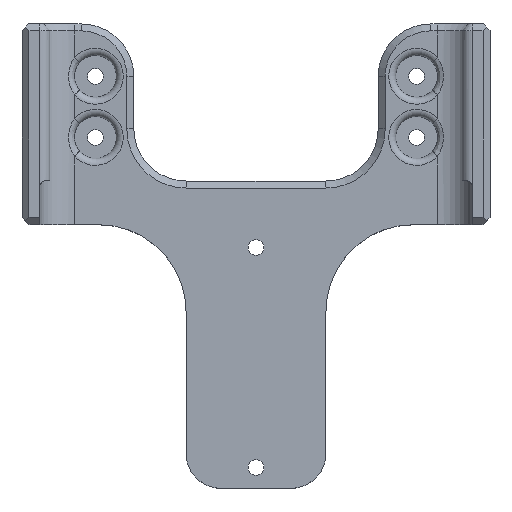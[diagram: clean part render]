
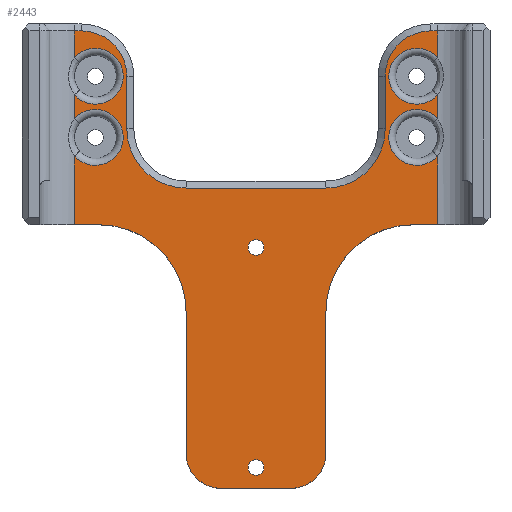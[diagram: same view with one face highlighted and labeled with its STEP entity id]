
A CAD part, top view. The second image highlights one B-rep face of the part: STEP entity #2443.
In plain terms, the highlighted planar face has unit normal (0, 0, 1).
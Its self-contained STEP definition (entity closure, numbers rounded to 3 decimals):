
#15=FACE_BOUND('',#435,.T.);
#16=FACE_BOUND('',#436,.T.);
#116=CIRCLE('',#2595,25.);
#117=CIRCLE('',#2598,10.);
#121=CIRCLE('',#2608,10.);
#122=CIRCLE('',#2611,25.);
#128=CIRCLE('',#2634,8.);
#129=CIRCLE('',#2636,8.);
#130=CIRCLE('',#2637,13.);
#131=CIRCLE('',#2638,17.);
#132=CIRCLE('',#2639,17.);
#133=CIRCLE('',#2640,13.);
#134=CIRCLE('',#2641,8.);
#135=CIRCLE('',#2642,8.);
#136=CIRCLE('',#2643,2.25);
#137=CIRCLE('',#2644,2.25);
#287=FACE_OUTER_BOUND('',#434,.T.);
#434=EDGE_LOOP('',(#1808,#1809,#1810,#1811,#1812,#1813,#1814,#1815,#1816,
#1817,#1818,#1819,#1820,#1821,#1822,#1823,#1824,#1825,#1826,#1827,#1828,
#1829,#1830,#1831,#1832,#1833,#1834,#1835));
#435=EDGE_LOOP('',(#1836));
#436=EDGE_LOOP('',(#1837));
#592=LINE('',#3682,#824);
#597=LINE('',#3695,#829);
#610=LINE('',#3731,#842);
#614=LINE('',#3743,#846);
#654=LINE('',#3878,#886);
#655=LINE('',#3882,#887);
#656=LINE('',#3884,#888);
#657=LINE('',#3888,#889);
#658=LINE('',#3892,#890);
#659=LINE('',#3896,#891);
#660=LINE('',#3900,#892);
#661=LINE('',#3902,#893);
#662=LINE('',#3906,#894);
#663=LINE('',#3909,#895);
#664=LINE('',#3910,#896);
#665=LINE('',#3911,#897);
#824=VECTOR('',#2927,10.);
#829=VECTOR('',#2940,10.);
#842=VECTOR('',#2979,10.);
#846=VECTOR('',#2991,10.);
#886=VECTOR('',#3075,10.);
#887=VECTOR('',#3078,10.);
#888=VECTOR('',#3079,10.);
#889=VECTOR('',#3082,10.);
#890=VECTOR('',#3085,10.);
#891=VECTOR('',#3088,10.);
#892=VECTOR('',#3091,10.);
#893=VECTOR('',#3092,10.);
#894=VECTOR('',#3095,10.);
#895=VECTOR('',#3098,10.);
#896=VECTOR('',#3099,10.);
#897=VECTOR('',#3100,10.);
#1057=VERTEX_POINT('',#3679);
#1058=VERTEX_POINT('',#3681);
#1061=VERTEX_POINT('',#3689);
#1062=VERTEX_POINT('',#3693);
#1064=VERTEX_POINT('',#3699);
#1070=VERTEX_POINT('',#3723);
#1071=VERTEX_POINT('',#3725);
#1072=VERTEX_POINT('',#3729);
#1073=VERTEX_POINT('',#3733);
#1076=VERTEX_POINT('',#3741);
#1102=VERTEX_POINT('',#3824);
#1106=VERTEX_POINT('',#3831);
#1107=VERTEX_POINT('',#3877);
#1108=VERTEX_POINT('',#3879);
#1109=VERTEX_POINT('',#3881);
#1110=VERTEX_POINT('',#3883);
#1111=VERTEX_POINT('',#3885);
#1112=VERTEX_POINT('',#3887);
#1113=VERTEX_POINT('',#3889);
#1114=VERTEX_POINT('',#3891);
#1115=VERTEX_POINT('',#3893);
#1116=VERTEX_POINT('',#3895);
#1117=VERTEX_POINT('',#3897);
#1118=VERTEX_POINT('',#3899);
#1119=VERTEX_POINT('',#3901);
#1120=VERTEX_POINT('',#3903);
#1121=VERTEX_POINT('',#3905);
#1122=VERTEX_POINT('',#3907);
#1123=VERTEX_POINT('',#3912);
#1124=VERTEX_POINT('',#3914);
#1292=EDGE_CURVE('',#1058,#1057,#592,.T.);
#1297=EDGE_CURVE('',#1057,#1061,#116,.T.);
#1299=EDGE_CURVE('',#1061,#1062,#597,.T.);
#1302=EDGE_CURVE('',#1062,#1064,#117,.T.);
#1314=EDGE_CURVE('',#1071,#1070,#121,.T.);
#1317=EDGE_CURVE('',#1070,#1072,#610,.T.);
#1319=EDGE_CURVE('',#1072,#1073,#122,.T.);
#1323=EDGE_CURVE('',#1073,#1076,#614,.T.);
#1367=EDGE_CURVE('',#1106,#1102,#128,.T.);
#1370=EDGE_CURVE('',#1107,#1106,#654,.T.);
#1371=EDGE_CURVE('',#1108,#1107,#129,.T.);
#1372=EDGE_CURVE('',#1109,#1108,#655,.T.);
#1373=EDGE_CURVE('',#1110,#1109,#656,.T.);
#1374=EDGE_CURVE('',#1111,#1110,#130,.T.);
#1375=EDGE_CURVE('',#1112,#1111,#657,.T.);
#1376=EDGE_CURVE('',#1113,#1112,#131,.T.);
#1377=EDGE_CURVE('',#1114,#1113,#658,.T.);
#1378=EDGE_CURVE('',#1115,#1114,#132,.T.);
#1379=EDGE_CURVE('',#1116,#1115,#659,.T.);
#1380=EDGE_CURVE('',#1117,#1116,#133,.T.);
#1381=EDGE_CURVE('',#1118,#1117,#660,.T.);
#1382=EDGE_CURVE('',#1119,#1118,#661,.T.);
#1383=EDGE_CURVE('',#1120,#1119,#134,.T.);
#1384=EDGE_CURVE('',#1121,#1120,#662,.T.);
#1385=EDGE_CURVE('',#1122,#1121,#135,.T.);
#1386=EDGE_CURVE('',#1058,#1122,#663,.T.);
#1387=EDGE_CURVE('',#1064,#1071,#664,.T.);
#1388=EDGE_CURVE('',#1102,#1076,#665,.T.);
#1389=EDGE_CURVE('',#1123,#1123,#136,.T.);
#1390=EDGE_CURVE('',#1124,#1124,#137,.T.);
#1808=ORIENTED_EDGE('',*,*,#1367,.F.);
#1809=ORIENTED_EDGE('',*,*,#1370,.F.);
#1810=ORIENTED_EDGE('',*,*,#1371,.F.);
#1811=ORIENTED_EDGE('',*,*,#1372,.F.);
#1812=ORIENTED_EDGE('',*,*,#1373,.F.);
#1813=ORIENTED_EDGE('',*,*,#1374,.F.);
#1814=ORIENTED_EDGE('',*,*,#1375,.F.);
#1815=ORIENTED_EDGE('',*,*,#1376,.F.);
#1816=ORIENTED_EDGE('',*,*,#1377,.F.);
#1817=ORIENTED_EDGE('',*,*,#1378,.F.);
#1818=ORIENTED_EDGE('',*,*,#1379,.F.);
#1819=ORIENTED_EDGE('',*,*,#1380,.F.);
#1820=ORIENTED_EDGE('',*,*,#1381,.F.);
#1821=ORIENTED_EDGE('',*,*,#1382,.F.);
#1822=ORIENTED_EDGE('',*,*,#1383,.F.);
#1823=ORIENTED_EDGE('',*,*,#1384,.F.);
#1824=ORIENTED_EDGE('',*,*,#1385,.F.);
#1825=ORIENTED_EDGE('',*,*,#1386,.F.);
#1826=ORIENTED_EDGE('',*,*,#1292,.T.);
#1827=ORIENTED_EDGE('',*,*,#1297,.T.);
#1828=ORIENTED_EDGE('',*,*,#1299,.T.);
#1829=ORIENTED_EDGE('',*,*,#1302,.T.);
#1830=ORIENTED_EDGE('',*,*,#1387,.T.);
#1831=ORIENTED_EDGE('',*,*,#1314,.T.);
#1832=ORIENTED_EDGE('',*,*,#1317,.T.);
#1833=ORIENTED_EDGE('',*,*,#1319,.T.);
#1834=ORIENTED_EDGE('',*,*,#1323,.T.);
#1835=ORIENTED_EDGE('',*,*,#1388,.F.);
#1836=ORIENTED_EDGE('',*,*,#1389,.T.);
#1837=ORIENTED_EDGE('',*,*,#1390,.T.);
#2352=PLANE('',#2635);
#2443=ADVANCED_FACE('',(#287,#15,#16),#2352,.T.);
#2595=AXIS2_PLACEMENT_3D('',#3691,#2935,#2936);
#2598=AXIS2_PLACEMENT_3D('',#3701,#2945,#2946);
#2608=AXIS2_PLACEMENT_3D('',#3726,#2973,#2974);
#2611=AXIS2_PLACEMENT_3D('',#3735,#2983,#2984);
#2634=AXIS2_PLACEMENT_3D('',#3833,#3071,#3072);
#2635=AXIS2_PLACEMENT_3D('',#3876,#3073,#3074);
#2636=AXIS2_PLACEMENT_3D('',#3880,#3076,#3077);
#2637=AXIS2_PLACEMENT_3D('',#3886,#3080,#3081);
#2638=AXIS2_PLACEMENT_3D('',#3890,#3083,#3084);
#2639=AXIS2_PLACEMENT_3D('',#3894,#3086,#3087);
#2640=AXIS2_PLACEMENT_3D('',#3898,#3089,#3090);
#2641=AXIS2_PLACEMENT_3D('',#3904,#3093,#3094);
#2642=AXIS2_PLACEMENT_3D('',#3908,#3096,#3097);
#2643=AXIS2_PLACEMENT_3D('',#3913,#3101,#3102);
#2644=AXIS2_PLACEMENT_3D('',#3915,#3103,#3104);
#2927=DIRECTION('',(1.,0.,0.));
#2935=DIRECTION('center_axis',(0.,0.,-1.));
#2936=DIRECTION('ref_axis',(1.,0.,0.));
#2940=DIRECTION('',(0.,-1.,0.));
#2945=DIRECTION('center_axis',(0.,0.,1.));
#2946=DIRECTION('ref_axis',(-1.,0.,0.));
#2973=DIRECTION('center_axis',(0.,0.,1.));
#2974=DIRECTION('ref_axis',(0.,-1.,0.));
#2979=DIRECTION('',(0.,1.,0.));
#2983=DIRECTION('center_axis',(0.,0.,-1.));
#2984=DIRECTION('ref_axis',(0.,1.,0.));
#2991=DIRECTION('',(1.,0.,0.));
#3071=DIRECTION('center_axis',(0.,0.,1.));
#3072=DIRECTION('ref_axis',(-1.,0.,0.));
#3073=DIRECTION('center_axis',(0.,0.,1.));
#3074=DIRECTION('ref_axis',(1.,0.,0.));
#3075=DIRECTION('',(0.,-1.,0.));
#3076=DIRECTION('center_axis',(0.,0.,1.));
#3077=DIRECTION('ref_axis',(-1.,0.,0.));
#3078=DIRECTION('',(0.,-1.,0.));
#3079=DIRECTION('',(1.,0.,0.));
#3080=DIRECTION('center_axis',(0.,0.,-1.));
#3081=DIRECTION('ref_axis',(0.,1.,0.));
#3082=DIRECTION('',(0.,1.,0.));
#3083=DIRECTION('center_axis',(0.,0.,1.));
#3084=DIRECTION('ref_axis',(0.,-1.,0.));
#3085=DIRECTION('',(1.,0.,0.));
#3086=DIRECTION('center_axis',(0.,0.,1.));
#3087=DIRECTION('ref_axis',(-1.,0.,0.));
#3088=DIRECTION('',(0.,-1.,0.));
#3089=DIRECTION('center_axis',(0.,0.,-1.));
#3090=DIRECTION('ref_axis',(1.,0.,0.));
#3091=DIRECTION('',(1.,0.,0.));
#3092=DIRECTION('',(0.,1.,0.));
#3093=DIRECTION('center_axis',(0.,0.,1.));
#3094=DIRECTION('ref_axis',(1.,0.,0.));
#3095=DIRECTION('',(0.,1.,0.));
#3096=DIRECTION('center_axis',(0.,0.,1.));
#3097=DIRECTION('ref_axis',(1.,0.,0.));
#3098=DIRECTION('',(0.,1.,0.));
#3099=DIRECTION('',(1.,0.,0.));
#3100=DIRECTION('',(0.,-1.,0.));
#3101=DIRECTION('center_axis',(0.,0.,-1.));
#3102=DIRECTION('ref_axis',(-1.,0.,0.));
#3103=DIRECTION('center_axis',(0.,0.,-1.));
#3104=DIRECTION('ref_axis',(-1.,0.,0.));
#3679=CARTESIAN_POINT('',(-45.,-7.5,12.));
#3681=CARTESIAN_POINT('',(-52.,-7.5,12.));
#3682=CARTESIAN_POINT('',(-45.,-7.5,12.));
#3689=CARTESIAN_POINT('',(-20.,-32.5,12.));
#3691=CARTESIAN_POINT('Origin',(-45.,-32.5,12.));
#3693=CARTESIAN_POINT('',(-20.,-73.,12.));
#3695=CARTESIAN_POINT('',(-20.,-32.5,12.));
#3699=CARTESIAN_POINT('',(-10.,-83.,12.));
#3701=CARTESIAN_POINT('Origin',(-10.,-73.,12.));
#3723=CARTESIAN_POINT('',(20.,-73.,12.));
#3725=CARTESIAN_POINT('',(10.,-83.,12.));
#3726=CARTESIAN_POINT('Origin',(10.,-73.,12.));
#3729=CARTESIAN_POINT('',(20.,-32.5,12.));
#3731=CARTESIAN_POINT('',(20.,-73.,12.));
#3733=CARTESIAN_POINT('',(45.,-7.5,12.));
#3735=CARTESIAN_POINT('Origin',(45.,-32.5,12.));
#3741=CARTESIAN_POINT('',(52.,-7.5,12.));
#3743=CARTESIAN_POINT('',(45.,-7.5,12.));
#3824=CARTESIAN_POINT('',(52.,12.208,12.));
#3831=CARTESIAN_POINT('',(52.,22.792,12.));
#3833=CARTESIAN_POINT('Origin',(46.,17.5,12.));
#3876=CARTESIAN_POINT('Origin',(0.,-16.5,12.));
#3877=CARTESIAN_POINT('',(52.,29.708,12.));
#3878=CARTESIAN_POINT('',(52.,16.75,12.));
#3879=CARTESIAN_POINT('',(52.,40.292,12.));
#3880=CARTESIAN_POINT('Origin',(46.,35.,12.));
#3881=CARTESIAN_POINT('',(52.,48.,12.));
#3882=CARTESIAN_POINT('',(52.,16.75,12.));
#3883=CARTESIAN_POINT('',(50.,48.,12.));
#3884=CARTESIAN_POINT('',(33.5,48.,12.));
#3885=CARTESIAN_POINT('',(37.,35.,12.));
#3886=CARTESIAN_POINT('Origin',(50.,35.,12.));
#3887=CARTESIAN_POINT('',(37.,20.,12.));
#3888=CARTESIAN_POINT('',(37.,9.25,12.));
#3889=CARTESIAN_POINT('',(20.,3.,12.));
#3890=CARTESIAN_POINT('Origin',(20.,20.,12.));
#3891=CARTESIAN_POINT('',(-20.,3.,12.));
#3892=CARTESIAN_POINT('',(10.,3.,12.));
#3893=CARTESIAN_POINT('',(-37.,20.,12.));
#3894=CARTESIAN_POINT('Origin',(-20.,20.,12.));
#3895=CARTESIAN_POINT('',(-37.,35.,12.));
#3896=CARTESIAN_POINT('',(-37.,1.75,12.));
#3897=CARTESIAN_POINT('',(-50.,48.,12.));
#3898=CARTESIAN_POINT('Origin',(-50.,35.,12.));
#3899=CARTESIAN_POINT('',(-52.,48.,12.));
#3900=CARTESIAN_POINT('',(-25.,48.,12.));
#3901=CARTESIAN_POINT('',(-52.,40.292,12.));
#3902=CARTESIAN_POINT('',(-52.,-12.,12.));
#3903=CARTESIAN_POINT('',(-52.,29.708,12.));
#3904=CARTESIAN_POINT('Origin',(-46.,35.,12.));
#3905=CARTESIAN_POINT('',(-52.,22.792,12.));
#3906=CARTESIAN_POINT('',(-52.,-12.,12.));
#3907=CARTESIAN_POINT('',(-52.,12.208,12.));
#3908=CARTESIAN_POINT('Origin',(-46.,17.5,12.));
#3909=CARTESIAN_POINT('',(-52.,-12.,12.));
#3910=CARTESIAN_POINT('',(-10.,-83.,12.));
#3911=CARTESIAN_POINT('',(52.,16.75,12.));
#3912=CARTESIAN_POINT('',(2.25,-77.,12.));
#3913=CARTESIAN_POINT('Origin',(0.,-77.,12.));
#3914=CARTESIAN_POINT('',(2.25,-14.,12.));
#3915=CARTESIAN_POINT('Origin',(0.,-14.,12.));
